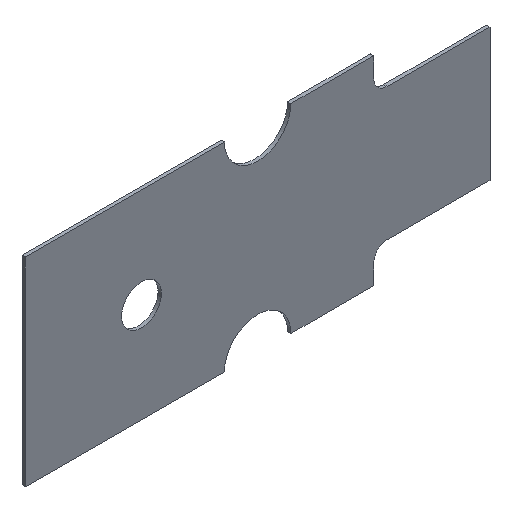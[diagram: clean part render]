
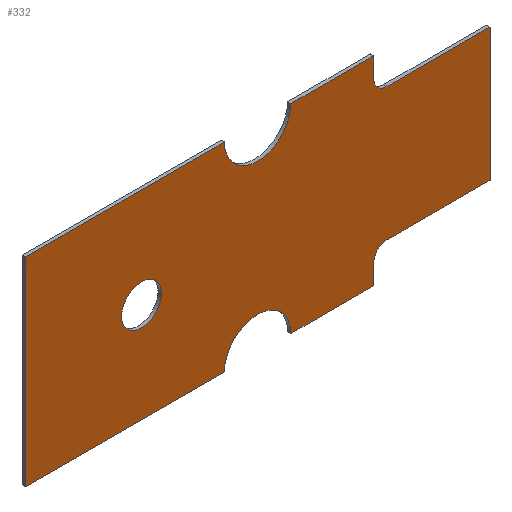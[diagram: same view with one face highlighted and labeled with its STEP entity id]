
A CAD part, isometric view. The second image highlights one B-rep face of the part: STEP entity #332.
In plain terms, the highlighted planar face has unit normal (0, -1, 0).
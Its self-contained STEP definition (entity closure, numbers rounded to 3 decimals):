
#30=PLANE('',#372);
#36=LINE('',#479,#70);
#39=LINE('',#485,#73);
#42=LINE('',#491,#76);
#46=LINE('',#503,#80);
#49=LINE('',#509,#83);
#53=LINE('',#521,#87);
#56=LINE('',#527,#90);
#59=LINE('',#533,#93);
#63=LINE('',#545,#97);
#65=LINE('',#553,#99);
#70=VECTOR('',#388,1000.);
#73=VECTOR('',#393,1000.);
#76=VECTOR('',#398,1000.);
#80=VECTOR('',#410,1000.);
#83=VECTOR('',#415,1000.);
#87=VECTOR('',#427,1000.);
#90=VECTOR('',#432,1000.);
#93=VECTOR('',#437,1000.);
#97=VECTOR('',#449,1000.);
#99=VECTOR('',#459,1000.);
#158=ORIENTED_EDGE('',*,*,#228,.T.);
#159=ORIENTED_EDGE('',*,*,#190,.T.);
#160=ORIENTED_EDGE('',*,*,#194,.T.);
#161=ORIENTED_EDGE('',*,*,#197,.T.);
#162=ORIENTED_EDGE('',*,*,#200,.T.);
#163=ORIENTED_EDGE('',*,*,#203,.T.);
#164=ORIENTED_EDGE('',*,*,#206,.T.);
#165=ORIENTED_EDGE('',*,*,#209,.T.);
#166=ORIENTED_EDGE('',*,*,#212,.T.);
#167=ORIENTED_EDGE('',*,*,#215,.T.);
#168=ORIENTED_EDGE('',*,*,#218,.T.);
#169=ORIENTED_EDGE('',*,*,#221,.T.);
#170=ORIENTED_EDGE('',*,*,#224,.T.);
#171=ORIENTED_EDGE('',*,*,#227,.T.);
#172=ORIENTED_EDGE('',*,*,#231,.T.);
#190=EDGE_CURVE('',#235,#234,#263,.T.);
#194=EDGE_CURVE('',#234,#237,#36,.T.);
#197=EDGE_CURVE('',#237,#239,#39,.T.);
#200=EDGE_CURVE('',#239,#241,#42,.T.);
#203=EDGE_CURVE('',#241,#243,#265,.T.);
#206=EDGE_CURVE('',#243,#245,#46,.T.);
#209=EDGE_CURVE('',#245,#247,#49,.T.);
#212=EDGE_CURVE('',#247,#249,#267,.T.);
#215=EDGE_CURVE('',#249,#251,#53,.T.);
#218=EDGE_CURVE('',#251,#253,#56,.T.);
#221=EDGE_CURVE('',#253,#255,#59,.T.);
#224=EDGE_CURVE('',#255,#257,#269,.T.);
#227=EDGE_CURVE('',#257,#259,#63,.T.);
#228=EDGE_CURVE('',#260,#260,#270,.T.);
#231=EDGE_CURVE('',#259,#235,#65,.T.);
#234=VERTEX_POINT('',#470);
#235=VERTEX_POINT('',#472);
#237=VERTEX_POINT('',#478);
#239=VERTEX_POINT('',#484);
#241=VERTEX_POINT('',#490);
#243=VERTEX_POINT('',#496);
#245=VERTEX_POINT('',#502);
#247=VERTEX_POINT('',#508);
#249=VERTEX_POINT('',#514);
#251=VERTEX_POINT('',#520);
#253=VERTEX_POINT('',#526);
#255=VERTEX_POINT('',#532);
#257=VERTEX_POINT('',#538);
#259=VERTEX_POINT('',#544);
#260=VERTEX_POINT('',#548);
#263=CIRCLE('',#349,50.);
#265=CIRCLE('',#355,50.);
#267=CIRCLE('',#360,20.);
#269=CIRCLE('',#366,20.);
#270=CIRCLE('',#369,30.);
#288=EDGE_LOOP('',(#158));
#289=EDGE_LOOP('',(#159,#160,#161,#162,#163,#164,#165,#166,#167,#168,#169,
#170,#171,#172));
#308=FACE_BOUND('',#288,.T.);
#309=FACE_BOUND('',#289,.T.);
#332=ADVANCED_FACE('',(#308,#309),#30,.F.);
#349=AXIS2_PLACEMENT_3D('',#471,#381,#382);
#355=AXIS2_PLACEMENT_3D('',#497,#404,#405);
#360=AXIS2_PLACEMENT_3D('',#515,#421,#422);
#366=AXIS2_PLACEMENT_3D('',#539,#443,#444);
#369=AXIS2_PLACEMENT_3D('',#547,#452,#453);
#372=AXIS2_PLACEMENT_3D('',#554,#460,#461);
#381=DIRECTION('',(0.,1.,0.));
#382=DIRECTION('',(1.,0.,0.));
#388=DIRECTION('',(-1.,0.,0.));
#393=DIRECTION('',(0.,0.,-1.));
#398=DIRECTION('',(1.,0.,0.));
#404=DIRECTION('',(0.,1.,0.));
#405=DIRECTION('',(-1.,0.,0.));
#410=DIRECTION('',(1.,0.,0.));
#415=DIRECTION('',(0.,0.,1.));
#421=DIRECTION('',(0.,1.,0.));
#422=DIRECTION('',(1.,0.,0.));
#427=DIRECTION('',(1.,0.,0.));
#432=DIRECTION('',(0.,0.,1.));
#437=DIRECTION('',(-1.,0.,0.));
#443=DIRECTION('',(0.,1.,0.));
#444=DIRECTION('',(1.,0.,0.));
#449=DIRECTION('',(0.,0.,1.));
#452=DIRECTION('',(0.,1.,0.));
#453=DIRECTION('',(1.,0.,0.));
#459=DIRECTION('',(-1.,0.,0.));
#460=DIRECTION('',(0.,1.,0.));
#461=DIRECTION('',(0.,0.,1.));
#470=CARTESIAN_POINT('',(300.,-5.,300.));
#471=CARTESIAN_POINT('',(350.,-5.,300.));
#472=CARTESIAN_POINT('',(400.,-5.,300.));
#478=CARTESIAN_POINT('',(0.,-5.,300.));
#479=CARTESIAN_POINT('',(300.,-5.,300.));
#484=CARTESIAN_POINT('',(0.,-5.,0.));
#485=CARTESIAN_POINT('',(0.,-5.,300.));
#490=CARTESIAN_POINT('',(300.,-5.,0.));
#491=CARTESIAN_POINT('',(0.,-5.,0.));
#496=CARTESIAN_POINT('',(400.,-5.,0.));
#497=CARTESIAN_POINT('',(350.,-5.,0.));
#502=CARTESIAN_POINT('',(525.,-5.,0.));
#503=CARTESIAN_POINT('',(400.,-5.,0.));
#508=CARTESIAN_POINT('',(525.,-5.,30.));
#509=CARTESIAN_POINT('',(525.,-5.,30.));
#514=CARTESIAN_POINT('',(545.,-5.,50.));
#515=CARTESIAN_POINT('',(545.,-5.,30.));
#520=CARTESIAN_POINT('',(700.,-5.,50.));
#521=CARTESIAN_POINT('',(700.,-5.,50.));
#526=CARTESIAN_POINT('',(700.,-5.,250.));
#527=CARTESIAN_POINT('',(700.,-5.,50.));
#532=CARTESIAN_POINT('',(545.,-5.,250.));
#533=CARTESIAN_POINT('',(700.,-5.,250.));
#538=CARTESIAN_POINT('',(525.,-5.,270.));
#539=CARTESIAN_POINT('',(545.,-5.,270.));
#544=CARTESIAN_POINT('',(525.,-5.,300.));
#545=CARTESIAN_POINT('',(525.,-5.,270.));
#547=CARTESIAN_POINT('',(175.,-5.,150.));
#548=CARTESIAN_POINT('',(205.,-5.,150.));
#553=CARTESIAN_POINT('',(525.,-5.,300.));
#554=CARTESIAN_POINT('',(350.,-5.,300.));
